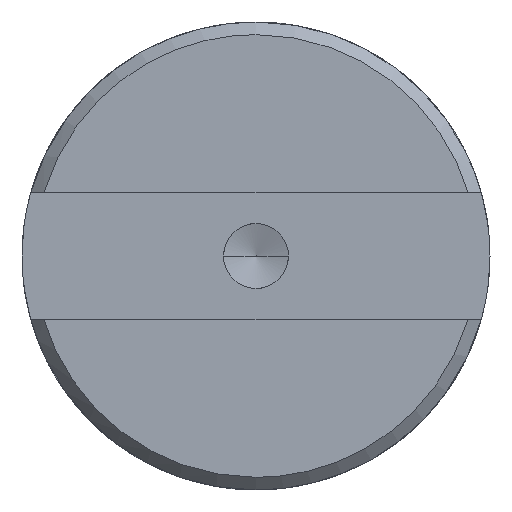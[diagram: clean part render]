
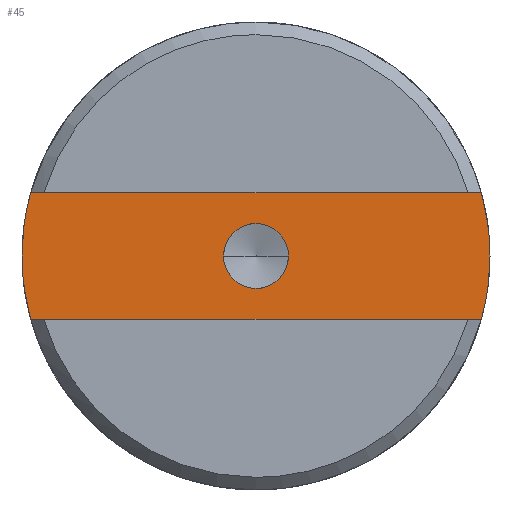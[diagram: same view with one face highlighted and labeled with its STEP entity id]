
A CAD part, front view. The second image highlights one B-rep face of the part: STEP entity #45.
In plain terms, the highlighted free-form (B-spline) face has degree [1, 1] with [2, 2] control points.
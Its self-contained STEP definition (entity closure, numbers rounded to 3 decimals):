
#17 = VERTEX_POINT ( 'NONE', #433 ) ;
#18 = ORIENTED_EDGE ( 'NONE', *, *, #1226, .F. ) ;
#45 = ADVANCED_FACE ( 'NONE', ( #939, #603 ), #247, .F. ) ;
#51 = CARTESIAN_POINT ( 'NONE',  ( 2426.122, 1771.062, 10. ) ) ;
#62 = EDGE_CURVE ( 'NONE', #629, #17, #799, .T. ) ;
#84 = EDGE_LOOP ( 'NONE', ( #233, #1144, #327, #1387 ) ) ;
#89 = ORIENTED_EDGE ( 'NONE', *, *, #62, .F. ) ;
#137 = EDGE_CURVE ( 'NONE', #463, #1912, #1635, .T. ) ;
#145 = CARTESIAN_POINT ( 'NONE',  ( 2395.624, 1771.062, 5.125 ) ) ;
#150 = CARTESIAN_POINT ( 'NONE',  ( 2390.499, 1771.062, 5.125 ) ) ;
#152 = CARTESIAN_POINT ( 'NONE',  ( 2353.499, 1771.062, 0. ) ) ;
#166 =( BOUNDED_CURVE ( )  B_SPLINE_CURVE ( 2, ( #783, #480, #1251 ),
 .UNSPECIFIED., .F., .T. ) 
 B_SPLINE_CURVE_WITH_KNOTS ( ( 3, 3 ),
 ( 0., 15.68 ),
 .UNSPECIFIED. ) 
 CURVE ( )  GEOMETRIC_REPRESENTATION_ITEM ( )  RATIONAL_B_SPLINE_CURVE ( ( 0.912, 0.946, 1. ) ) 
 REPRESENTATION_ITEM ( '' )  );
#192 =( BOUNDED_CURVE ( )  B_SPLINE_CURVE ( 2, ( #910, #755, #443 ),
 .UNSPECIFIED., .F., .T. ) 
 B_SPLINE_CURVE_WITH_KNOTS ( ( 3, 3 ),
 ( 270., 360. ),
 .UNSPECIFIED. ) 
 CURVE ( )  GEOMETRIC_REPRESENTATION_ITEM ( )  RATIONAL_B_SPLINE_CURVE ( ( 1., 0.707, 1. ) ) 
 REPRESENTATION_ITEM ( '' )  );
#233 = ORIENTED_EDGE ( 'NONE', *, *, #137, .F. ) ;
#247 = B_SPLINE_SURFACE_WITH_KNOTS ( 'NONE', 1, 1, ( 
 ( #1057, #1285 ),
 ( #1141, #1434 ) ),
 .UNSPECIFIED., .F., .F., .F.,
 ( 2, 2 ),
 ( 2, 2 ),
 ( -5.4, 15.4 ),
 ( -38.98, 37.98 ),
 .UNSPECIFIED. ) ;
#281 = CARTESIAN_POINT ( 'NONE',  ( 2427.499, 1771.062, 0. ) ) ;
#301 = CARTESIAN_POINT ( 'NONE',  ( 2426.122, 1771.062, -10. ) ) ;
#327 = ORIENTED_EDGE ( 'NONE', *, *, #1886, .F. ) ;
#427 = CARTESIAN_POINT ( 'NONE',  ( 2427.499, 1771.062, 5.095 ) ) ;
#433 = CARTESIAN_POINT ( 'NONE',  ( 2426.122, 1771.062, 10. ) ) ;
#443 = CARTESIAN_POINT ( 'NONE',  ( 2395.624, 1771.062, 0. ) ) ;
#444 = VERTEX_POINT ( 'NONE', #301 ) ;
#463 = VERTEX_POINT ( 'NONE', #1202 ) ;
#480 = CARTESIAN_POINT ( 'NONE',  ( 2353.499, 1771.062, -5.095 ) ) ;
#504 = CARTESIAN_POINT ( 'NONE',  ( 2427.499, 1771.062, -5.095 ) ) ;
#508 = CARTESIAN_POINT ( 'NONE',  ( 2385.374, 1771.062, 0. ) ) ;
#509 = VERTEX_POINT ( 'NONE', #1492 ) ;
#529 = CARTESIAN_POINT ( 'NONE',  ( 2390.499, 1771.062, -5.125 ) ) ;
#540 = VERTEX_POINT ( 'NONE', #1046 ) ;
#585 = CARTESIAN_POINT ( 'NONE',  ( 2354.876, 1771.062, -10. ) ) ;
#603 = FACE_OUTER_BOUND ( 'NONE', #1318, .T. ) ;
#629 = VERTEX_POINT ( 'NONE', #1070 ) ;
#705 =( BOUNDED_CURVE ( )  B_SPLINE_CURVE ( 2, ( #152, #1047, #1346 ),
 .UNSPECIFIED., .F., .F. ) 
 B_SPLINE_CURVE_WITH_KNOTS ( ( 3, 3 ),
 ( 15.68, 31.361 ),
 .UNSPECIFIED. ) 
 CURVE ( )  GEOMETRIC_REPRESENTATION_ITEM ( )  RATIONAL_B_SPLINE_CURVE ( ( 1., 0.946, 0.912 ) ) 
 REPRESENTATION_ITEM ( '' )  );
#755 = CARTESIAN_POINT ( 'NONE',  ( 2395.624, 1771.062, -5.125 ) ) ;
#782 = CARTESIAN_POINT ( 'NONE',  ( 2390.499, 1771.062, 5.125 ) ) ;
#783 = CARTESIAN_POINT ( 'NONE',  ( 2354.876, 1771.062, -10. ) ) ;
#795 = CARTESIAN_POINT ( 'NONE',  ( 2426.122, 1771.062, -10. ) ) ;
#799 = B_SPLINE_CURVE_WITH_KNOTS ( 'NONE', 1,
 ( #1604, #51 ),
 .UNSPECIFIED., .F., .F.,
 ( 2, 2 ),
 ( 0., 1. ),
 .UNSPECIFIED. ) ;
#805 = CARTESIAN_POINT ( 'NONE',  ( 2385.374, 1771.062, -5.125 ) ) ;
#809 = CARTESIAN_POINT ( 'NONE',  ( 2427.499, 1771.062, 0. ) ) ;
#822 = VERTEX_POINT ( 'NONE', #1467 ) ;
#852 = ORIENTED_EDGE ( 'NONE', *, *, #1707, .F. ) ;
#910 = CARTESIAN_POINT ( 'NONE',  ( 2390.499, 1771.062, -5.125 ) ) ;
#939 = FACE_BOUND ( 'NONE', #84, .T. ) ;
#965 =( BOUNDED_CURVE ( )  B_SPLINE_CURVE ( 2, ( #1069, #145, #150 ),
 .UNSPECIFIED., .F., .F. ) 
 B_SPLINE_CURVE_WITH_KNOTS ( ( 3, 3 ),
 ( 0., 90. ),
 .UNSPECIFIED. ) 
 CURVE ( )  GEOMETRIC_REPRESENTATION_ITEM ( )  RATIONAL_B_SPLINE_CURVE ( ( 1., 0.707, 1. ) ) 
 REPRESENTATION_ITEM ( '' )  );
#975 = CARTESIAN_POINT ( 'NONE',  ( 2385.374, 1771.062, 0. ) ) ;
#1007 =( BOUNDED_CURVE ( )  B_SPLINE_CURVE ( 2, ( #1324, #427, #281 ),
 .UNSPECIFIED., .F., .F. ) 
 B_SPLINE_CURVE_WITH_KNOTS ( ( 3, 3 ),
 ( 0., 15.68 ),
 .UNSPECIFIED. ) 
 CURVE ( )  GEOMETRIC_REPRESENTATION_ITEM ( )  RATIONAL_B_SPLINE_CURVE ( ( 0.912, 0.946, 1. ) ) 
 REPRESENTATION_ITEM ( '' )  );
#1046 = CARTESIAN_POINT ( 'NONE',  ( 2395.624, 1771.062, 0. ) ) ;
#1047 = CARTESIAN_POINT ( 'NONE',  ( 2353.499, 1771.062, 5.095 ) ) ;
#1057 = CARTESIAN_POINT ( 'NONE',  ( 2428.979, 1771.062, 10.4 ) ) ;
#1069 = CARTESIAN_POINT ( 'NONE',  ( 2395.624, 1771.062, 0. ) ) ;
#1070 = CARTESIAN_POINT ( 'NONE',  ( 2354.876, 1771.062, 10. ) ) ;
#1082 =( BOUNDED_CURVE ( )  B_SPLINE_CURVE ( 2, ( #782, #1097, #508 ),
 .UNSPECIFIED., .F., .T. ) 
 B_SPLINE_CURVE_WITH_KNOTS ( ( 3, 3 ),
 ( 90., 180. ),
 .UNSPECIFIED. ) 
 CURVE ( )  GEOMETRIC_REPRESENTATION_ITEM ( )  RATIONAL_B_SPLINE_CURVE ( ( 1., 0.707, 1. ) ) 
 REPRESENTATION_ITEM ( '' )  );
#1097 = CARTESIAN_POINT ( 'NONE',  ( 2385.374, 1771.062, 5.125 ) ) ;
#1115 = ORIENTED_EDGE ( 'NONE', *, *, #1698, .F. ) ;
#1141 = CARTESIAN_POINT ( 'NONE',  ( 2428.979, 1771.062, -10.4 ) ) ;
#1144 = ORIENTED_EDGE ( 'NONE', *, *, #1865, .F. ) ;
#1158 = VERTEX_POINT ( 'NONE', #1436 ) ;
#1202 = CARTESIAN_POINT ( 'NONE',  ( 2385.374, 1771.062, 0. ) ) ;
#1226 = EDGE_CURVE ( 'NONE', #17, #509, #1007, .T. ) ;
#1251 = CARTESIAN_POINT ( 'NONE',  ( 2353.499, 1771.062, 0. ) ) ;
#1285 = CARTESIAN_POINT ( 'NONE',  ( 2352.019, 1771.062, 10.4 ) ) ;
#1318 = EDGE_LOOP ( 'NONE', ( #1582, #1115, #1407, #18, #89, #852 ) ) ;
#1324 = CARTESIAN_POINT ( 'NONE',  ( 2426.122, 1771.062, 10. ) ) ;
#1346 = CARTESIAN_POINT ( 'NONE',  ( 2354.876, 1771.062, 10. ) ) ;
#1370 =( BOUNDED_CURVE ( )  B_SPLINE_CURVE ( 2, ( #809, #504, #795 ),
 .UNSPECIFIED., .F., .F. ) 
 B_SPLINE_CURVE_WITH_KNOTS ( ( 3, 3 ),
 ( 15.68, 31.361 ),
 .UNSPECIFIED. ) 
 CURVE ( )  GEOMETRIC_REPRESENTATION_ITEM ( )  RATIONAL_B_SPLINE_CURVE ( ( 1., 0.946, 0.912 ) ) 
 REPRESENTATION_ITEM ( '' )  );
#1387 = ORIENTED_EDGE ( 'NONE', *, *, #1930, .F. ) ;
#1407 = ORIENTED_EDGE ( 'NONE', *, *, #1419, .F. ) ;
#1419 = EDGE_CURVE ( 'NONE', #509, #444, #1370, .T. ) ;
#1434 = CARTESIAN_POINT ( 'NONE',  ( 2352.019, 1771.062, -10.4 ) ) ;
#1436 = CARTESIAN_POINT ( 'NONE',  ( 2390.499, 1771.062, 5.125 ) ) ;
#1457 = CARTESIAN_POINT ( 'NONE',  ( 2426.122, 1771.062, -10. ) ) ;
#1458 = VERTEX_POINT ( 'NONE', #1539 ) ;
#1459 = EDGE_CURVE ( 'NONE', #822, #1458, #166, .T. ) ;
#1467 = CARTESIAN_POINT ( 'NONE',  ( 2354.876, 1771.062, -10. ) ) ;
#1492 = CARTESIAN_POINT ( 'NONE',  ( 2427.499, 1771.062, 0. ) ) ;
#1508 = CARTESIAN_POINT ( 'NONE',  ( 2390.499, 1771.062, -5.125 ) ) ;
#1539 = CARTESIAN_POINT ( 'NONE',  ( 2353.499, 1771.062, 0. ) ) ;
#1582 = ORIENTED_EDGE ( 'NONE', *, *, #1459, .F. ) ;
#1604 = CARTESIAN_POINT ( 'NONE',  ( 2354.876, 1771.062, 10. ) ) ;
#1635 =( BOUNDED_CURVE ( )  B_SPLINE_CURVE ( 2, ( #975, #805, #529 ),
 .UNSPECIFIED., .F., .F. ) 
 B_SPLINE_CURVE_WITH_KNOTS ( ( 3, 3 ),
 ( 180., 270. ),
 .UNSPECIFIED. ) 
 CURVE ( )  GEOMETRIC_REPRESENTATION_ITEM ( )  RATIONAL_B_SPLINE_CURVE ( ( 1., 0.707, 1. ) ) 
 REPRESENTATION_ITEM ( '' )  );
#1698 = EDGE_CURVE ( 'NONE', #444, #822, #1720, .T. ) ;
#1707 = EDGE_CURVE ( 'NONE', #1458, #629, #705, .T. ) ;
#1720 = B_SPLINE_CURVE_WITH_KNOTS ( 'NONE', 1,
 ( #1457, #585 ),
 .UNSPECIFIED., .F., .F.,
 ( 2, 2 ),
 ( 0., 1. ),
 .UNSPECIFIED. ) ;
#1865 = EDGE_CURVE ( 'NONE', #1158, #463, #1082, .T. ) ;
#1886 = EDGE_CURVE ( 'NONE', #540, #1158, #965, .T. ) ;
#1912 = VERTEX_POINT ( 'NONE', #1508 ) ;
#1930 = EDGE_CURVE ( 'NONE', #1912, #540, #192, .T. ) ;
